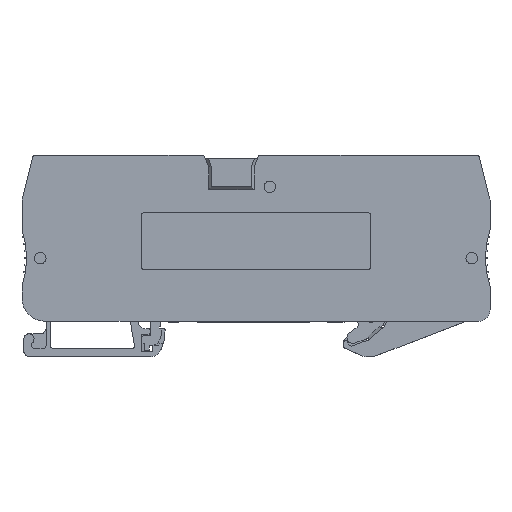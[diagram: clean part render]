
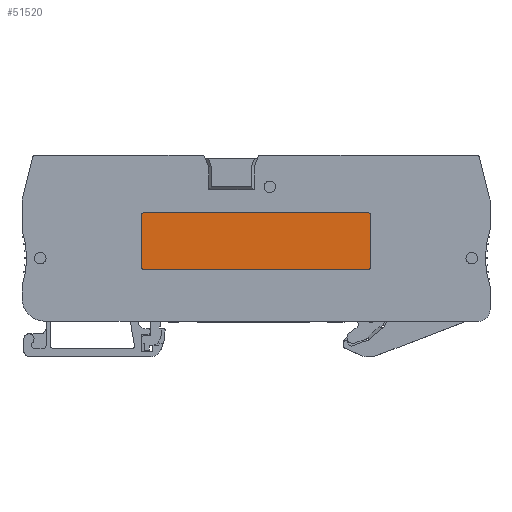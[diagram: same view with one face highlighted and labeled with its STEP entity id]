
A CAD part, top view. The second image highlights one B-rep face of the part: STEP entity #51520.
In plain terms, the highlighted planar face has unit normal (0, 0, 1).
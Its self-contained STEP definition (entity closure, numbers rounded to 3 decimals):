
#46684=CARTESIAN_POINT('',(-15.2,18.7,5.2));
#46685=DIRECTION('',(0.,0.,1.));
#46686=DIRECTION('',(0.,1.,0.));
#46687=AXIS2_PLACEMENT_3D('',#46684,#46685,#46686);
#46692=DIRECTION('',(-1.,0.,0.));
#46693=VECTOR('',#46692,39.);
#46694=CARTESIAN_POINT('',(23.8,19.2,5.2));
#46695=LINE('',#46694,#46693);
#46699=CARTESIAN_POINT('',(23.8,18.7,5.2));
#46700=DIRECTION('',(0.,0.,1.));
#46701=DIRECTION('',(1.,0.,0.));
#46702=AXIS2_PLACEMENT_3D('',#46699,#46700,#46701);
#46707=DIRECTION('',(0.,1.,0.));
#46708=VECTOR('',#46707,9.);
#46709=CARTESIAN_POINT('',(24.3,9.7,5.2));
#46710=LINE('',#46709,#46708);
#46714=CARTESIAN_POINT('',(23.8,9.7,5.2));
#46715=DIRECTION('',(0.,0.,1.));
#46716=DIRECTION('',(0.,-1.,0.));
#46717=AXIS2_PLACEMENT_3D('',#46714,#46715,#46716);
#46722=DIRECTION('',(1.,0.,0.));
#46723=VECTOR('',#46722,39.);
#46724=CARTESIAN_POINT('',(-15.2,9.2,5.2));
#46725=LINE('',#46724,#46723);
#46729=CARTESIAN_POINT('',(-15.2,9.7,5.2));
#46730=DIRECTION('',(0.,0.,1.));
#46731=DIRECTION('',(-1.,0.,0.));
#46732=AXIS2_PLACEMENT_3D('',#46729,#46730,#46731);
#46737=DIRECTION('',(0.,-1.,0.));
#46738=VECTOR('',#46737,9.);
#46739=CARTESIAN_POINT('',(-15.7,18.7,5.2));
#46740=LINE('',#46739,#46738);
#50053=CARTESIAN_POINT('',(-15.2,19.2,5.2));
#50054=CARTESIAN_POINT('',(-15.7,18.7,5.2));
#50055=VERTEX_POINT('',#50053);
#50056=VERTEX_POINT('',#50054);
#50057=CARTESIAN_POINT('',(-15.7,9.7,5.2));
#50058=VERTEX_POINT('',#50057);
#50059=CARTESIAN_POINT('',(-15.2,9.2,5.2));
#50060=VERTEX_POINT('',#50059);
#50061=CARTESIAN_POINT('',(23.8,9.2,5.2));
#50062=VERTEX_POINT('',#50061);
#50063=CARTESIAN_POINT('',(24.3,9.7,5.2));
#50064=VERTEX_POINT('',#50063);
#50065=CARTESIAN_POINT('',(24.3,18.7,5.2));
#50066=VERTEX_POINT('',#50065);
#50067=CARTESIAN_POINT('',(23.8,19.2,5.2));
#50068=VERTEX_POINT('',#50067);
#51505=CARTESIAN_POINT('',(0.,0.,5.2));
#51506=DIRECTION('',(0.,0.,1.));
#51507=DIRECTION('',(1.,0.,0.));
#51508=AXIS2_PLACEMENT_3D('',#51505,#51506,#51507);
#51509=PLANE('',#51508);
#51510=ORIENTED_EDGE('',*,*,#51401,.F.);
#51511=ORIENTED_EDGE('',*,*,#51416,.F.);
#51512=ORIENTED_EDGE('',*,*,#51430,.F.);
#51513=ORIENTED_EDGE('',*,*,#51444,.F.);
#51514=ORIENTED_EDGE('',*,*,#51458,.F.);
#51515=ORIENTED_EDGE('',*,*,#51472,.F.);
#51516=ORIENTED_EDGE('',*,*,#51486,.F.);
#51517=ORIENTED_EDGE('',*,*,#51499,.F.);
#51518=EDGE_LOOP('',(#51510,#51511,#51512,#51513,#51514,#51515,#51516,#51517));
#51519=FACE_OUTER_BOUND('',#51518,.F.);
#51520=ADVANCED_FACE('',(#51519),#51509,.T.);
#46688=CIRCLE('',#46687,0.5);
#46703=CIRCLE('',#46702,0.5);
#46718=CIRCLE('',#46717,0.5);
#46733=CIRCLE('',#46732,0.5);
#51401=EDGE_CURVE('',#50055,#50056,#46688,.T.);
#51416=EDGE_CURVE('',#50068,#50055,#46695,.T.);
#51430=EDGE_CURVE('',#50066,#50068,#46703,.T.);
#51444=EDGE_CURVE('',#50064,#50066,#46710,.T.);
#51458=EDGE_CURVE('',#50062,#50064,#46718,.T.);
#51472=EDGE_CURVE('',#50060,#50062,#46725,.T.);
#51486=EDGE_CURVE('',#50058,#50060,#46733,.T.);
#51499=EDGE_CURVE('',#50056,#50058,#46740,.T.);
